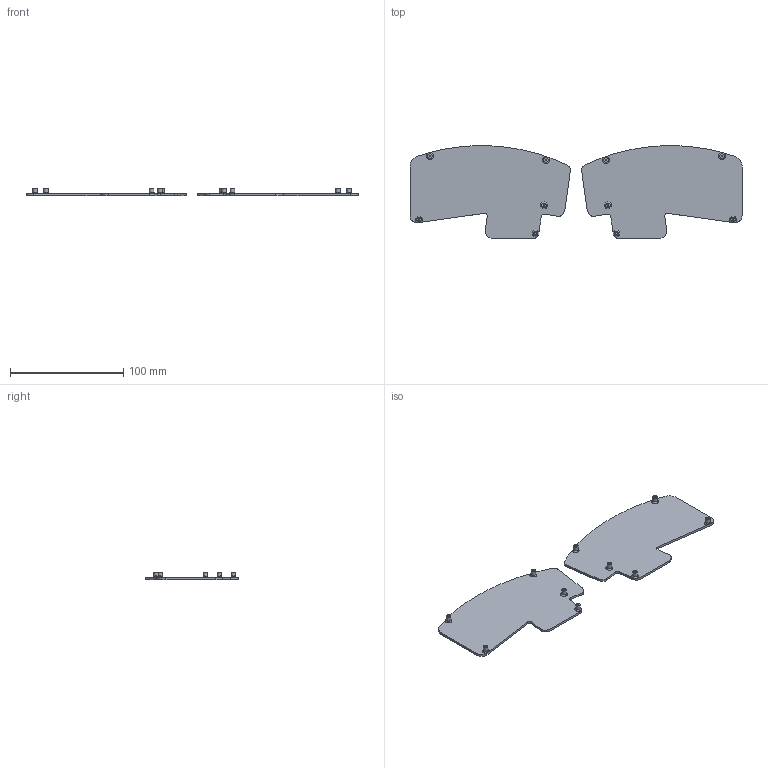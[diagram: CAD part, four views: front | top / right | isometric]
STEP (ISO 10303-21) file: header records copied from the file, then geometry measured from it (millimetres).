
FILE_DESCRIPTION(/* description */ (''),/* implementation_level */ '2;1');
FILE_NAME(/* name */ 'base v4.step',/* time_stamp */ '2024-02-02T14:51:45-05:00',/* author */ (''),/* organization */ (''),/* preprocessor_version */ 'ST-DEVELOPER v20',/* originating_system */ 'Autodesk Translation Framework v12.14.0.127',/* authorisation */ '');
FILE_SCHEMA (('AUTOMOTIVE_DESIGN { 1 0 10303 214 3 1 1 }'));
Length unit declared in the file: millimetre
Products named in the file (2): base; Bases
Assembly tree (1 placements, depth 2):
  base
    Bases
Bounding box: 293.65 x 81.9 x 7 mm (x, y, z)
Volume: 36683.6 mm3; surface area: 38460.7 mm2
Topology: 2 solids, 2 shells, 88 faces, 210 edges, 140 vertices
Faces by surface type: cylinder 40, plane 38, bspline 10
Full cylindrical faces by diameter (mm): 1.6 x10, 4 x10
Entity records: 4371 total; most frequent: CARTESIAN_POINT 2329, ORIENTED_EDGE 420, DIRECTION 388, EDGE_CURVE 210, AXIS2_PLACEMENT_3D 153, VERTEX_POINT 140, EDGE_LOOP 102, FACE_OUTER_BOUND 88
